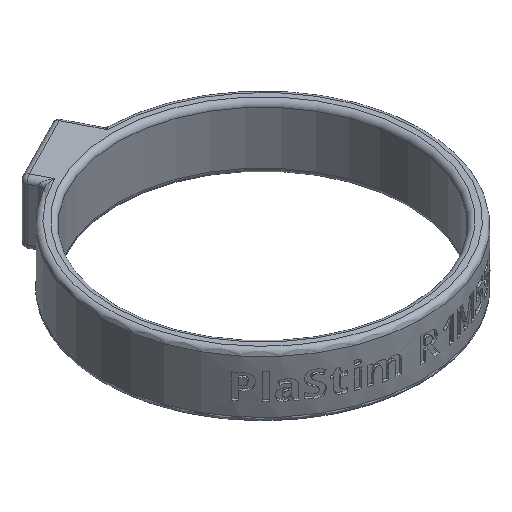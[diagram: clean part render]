
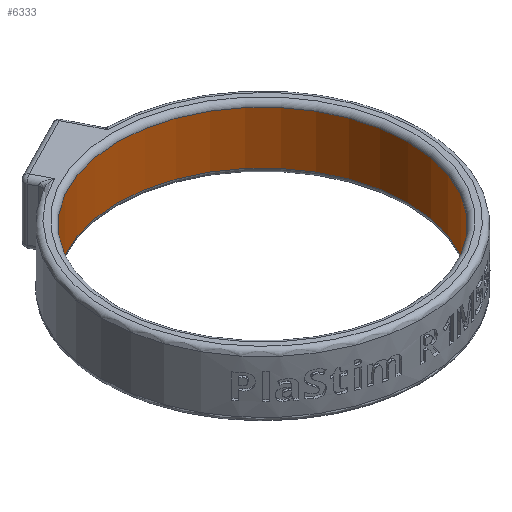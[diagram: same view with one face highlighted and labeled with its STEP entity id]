
A CAD part, isometric view. The second image highlights one B-rep face of the part: STEP entity #6333.
In plain terms, the highlighted cylindrical face has radius 27.5 mm (diameter 55 mm), a full revolution.
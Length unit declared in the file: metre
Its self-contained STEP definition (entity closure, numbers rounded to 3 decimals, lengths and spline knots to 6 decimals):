
#593=CYLINDRICAL_SURFACE('',#6742,0.0275);
#669=CIRCLE('',#6739,0.0275);
#670=CIRCLE('',#6741,0.0275);
#831=ORIENTED_EDGE('',*,*,#2826,.T.);
#832=ORIENTED_EDGE('',*,*,#2829,.F.);
#2826=EDGE_CURVE('',#3826,#3826,#669,.T.);
#2829=EDGE_CURVE('',#3828,#3828,#670,.T.);
#3826=VERTEX_POINT('',#8608);
#3828=VERTEX_POINT('',#8614);
#5341=EDGE_LOOP('',(#831));
#5342=EDGE_LOOP('',(#832));
#5761=FACE_BOUND('',#5341,.T.);
#5762=FACE_BOUND('',#5342,.T.);
#6333=ADVANCED_FACE('',(#5761,#5762),#593,.F.);
#6739=AXIS2_PLACEMENT_3D('',#8607,#7229,#7230);
#6741=AXIS2_PLACEMENT_3D('',#8613,#7235,#7236);
#6742=AXIS2_PLACEMENT_3D('',#8615,#7237,#7238);
#7229=DIRECTION('',(0.,0.,1.));
#7230=DIRECTION('',(1.,0.,0.));
#7235=DIRECTION('',(0.,0.,1.));
#7236=DIRECTION('',(1.,0.,0.));
#7237=DIRECTION('',(0.,0.,-1.));
#7238=DIRECTION('',(-1.,0.,0.));
#8607=CARTESIAN_POINT('',(0.,0.,0.005));
#8608=CARTESIAN_POINT('',(0.0275,0.,0.005));
#8613=CARTESIAN_POINT('',(0.,0.,-0.005));
#8614=CARTESIAN_POINT('',(0.0275,0.,-0.005));
#8615=CARTESIAN_POINT('',(0.,0.,0.005));
